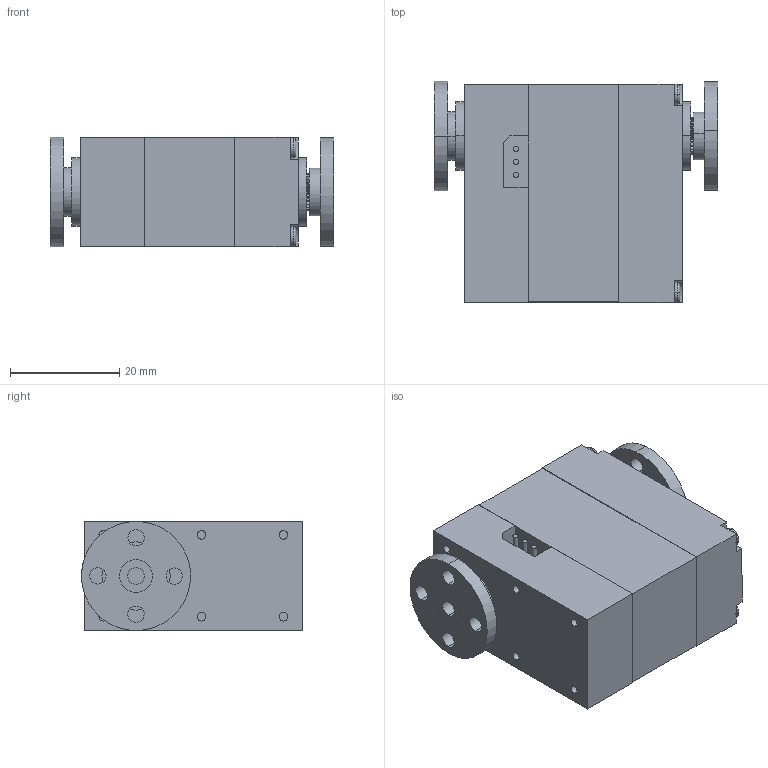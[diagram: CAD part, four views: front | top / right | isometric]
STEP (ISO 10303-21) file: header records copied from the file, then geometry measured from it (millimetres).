
FILE_DESCRIPTION (( 'STEP AP203' ), '1' );
FILE_NAME ('金属舵机最小单元-双轴.STEP', '2025-05-17T07:10:29', ( '' ), ( '' ), 'SwSTEP 2.0', 'SolidWorks 2020', '' );
FILE_SCHEMA (( 'CONFIG_CONTROL_DESIGN' ));
Length unit declared in the file: millimetre
Products named in the file (4): 踢扽萵嗆攫; 金属舵机最小单元-双轴; 軞盄邧粣嗆儂; 踢扽翋嗆攫
Assembly tree (3 placements, depth 2):
  金属舵机最小单元-双轴
    軞盄邧粣嗆儂
    踢扽萵嗆攫
    踢扽翋嗆攫
Bounding box: 52 x 40.5 x 20 mm (x, y, z)
Volume: 33248.3 mm3; surface area: 9410.9 mm2
Topology: 3 solids, 3 shells, 457 faces, 1248 edges, 828 vertices
Faces by surface type: plane 243, cylinder 186, cone 16, torus 8, bspline 4
Entity records: 15152 total; most frequent: CARTESIAN_POINT 2767, DIRECTION 2594, ORIENTED_EDGE 2496, EDGE_CURVE 1248, AXIS2_PLACEMENT_3D 959, VERTEX_POINT 828, VECTOR 676, LINE 676
